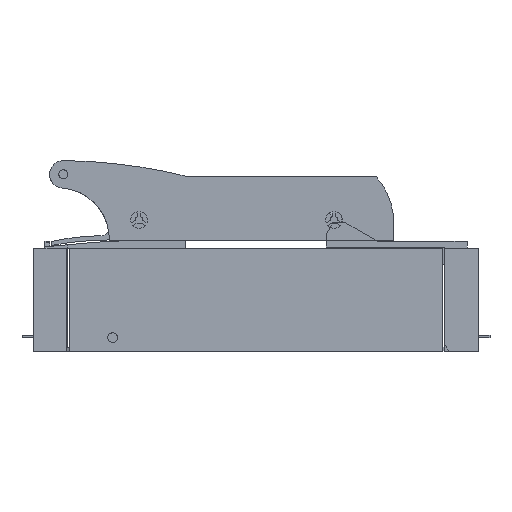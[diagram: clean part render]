
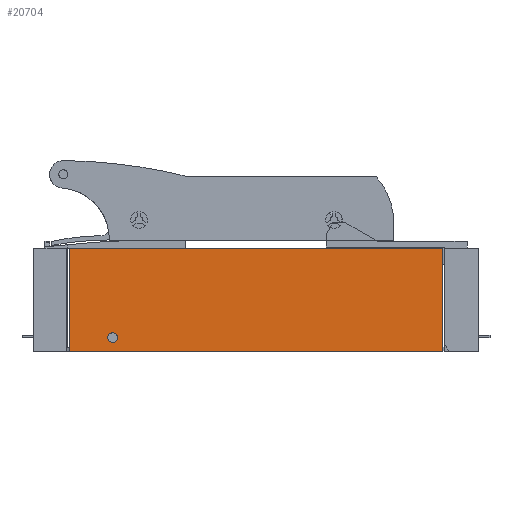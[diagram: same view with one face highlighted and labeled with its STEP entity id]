
A CAD part, left-side view. The second image highlights one B-rep face of the part: STEP entity #20704.
In plain terms, the highlighted planar face has unit normal (-1, 0, 0).
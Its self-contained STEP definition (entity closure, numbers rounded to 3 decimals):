
#1394 = VERTEX_POINT('',#1395);
#1395 = CARTESIAN_POINT('',(-52.75,81.5,25.));
#1401 = EDGE_CURVE('',#1394,#1402,#1404,.T.);
#1402 = VERTEX_POINT('',#1403);
#1403 = CARTESIAN_POINT('',(-52.75,81.5,70.));
#1404 = LINE('',#1405,#1406);
#1405 = CARTESIAN_POINT('',(-52.75,81.5,47.5));
#1406 = VECTOR('',#1407,1.);
#1407 = DIRECTION('',(0.,0.,1.));
#1432 = EDGE_CURVE('',#1402,#1433,#1435,.T.);
#1433 = VERTEX_POINT('',#1434);
#1434 = CARTESIAN_POINT('',(-52.75,-81.5,70.));
#1435 = LINE('',#1436,#1437);
#1436 = CARTESIAN_POINT('',(-52.75,0.,70.));
#1437 = VECTOR('',#1438,1.);
#1438 = DIRECTION('',(0.,-1.,0.));
#3995 = VERTEX_POINT('',#3996);
#3996 = CARTESIAN_POINT('',(-52.75,-81.5,25.));
#4002 = EDGE_CURVE('',#1394,#3995,#4003,.T.);
#4003 = LINE('',#4004,#4005);
#4004 = CARTESIAN_POINT('',(-52.75,0.,25.));
#4005 = VECTOR('',#4006,1.);
#4006 = DIRECTION('',(0.,-1.,0.));
#19975 = EDGE_CURVE('',#3995,#1433,#19976,.T.);
#19976 = LINE('',#19977,#19978);
#19977 = CARTESIAN_POINT('',(-52.75,-81.5,47.5));
#19978 = VECTOR('',#19979,1.);
#19979 = DIRECTION('',(0.,0.,1.));
#20704 = ADVANCED_FACE('',(#20705,#20711),#20731,.F.);
#20705 = FACE_BOUND('',#20706,.T.);
#20706 = EDGE_LOOP('',(#20707,#20708,#20709,#20710));
#20707 = ORIENTED_EDGE('',*,*,#19975,.T.);
#20708 = ORIENTED_EDGE('',*,*,#1432,.F.);
#20709 = ORIENTED_EDGE('',*,*,#1401,.F.);
#20710 = ORIENTED_EDGE('',*,*,#4002,.T.);
#20711 = FACE_BOUND('',#20712,.T.);
#20712 = EDGE_LOOP('',(#20713,#20724));
#20713 = ORIENTED_EDGE('',*,*,#20714,.T.);
#20714 = EDGE_CURVE('',#20715,#20717,#20719,.T.);
#20715 = VERTEX_POINT('',#20716);
#20716 = CARTESIAN_POINT('',(-52.75,60.35,31.));
#20717 = VERTEX_POINT('',#20718);
#20718 = CARTESIAN_POINT('',(-52.75,64.65,31.));
#20719 = CIRCLE('',#20720,2.15);
#20720 = AXIS2_PLACEMENT_3D('',#20721,#20722,#20723);
#20721 = CARTESIAN_POINT('',(-52.75,62.5,31.));
#20722 = DIRECTION('',(1.,0.,-0.));
#20723 = DIRECTION('',(0.,0.,1.));
#20724 = ORIENTED_EDGE('',*,*,#20725,.T.);
#20725 = EDGE_CURVE('',#20717,#20715,#20726,.T.);
#20726 = CIRCLE('',#20727,2.15);
#20727 = AXIS2_PLACEMENT_3D('',#20728,#20729,#20730);
#20728 = CARTESIAN_POINT('',(-52.75,62.5,31.));
#20729 = DIRECTION('',(1.,0.,-0.));
#20730 = DIRECTION('',(0.,0.,1.));
#20731 = PLANE('',#20732);
#20732 = AXIS2_PLACEMENT_3D('',#20733,#20734,#20735);
#20733 = CARTESIAN_POINT('',(-52.75,0.,25.));
#20734 = DIRECTION('',(1.,0.,-0.));
#20735 = DIRECTION('',(0.,0.,1.));
